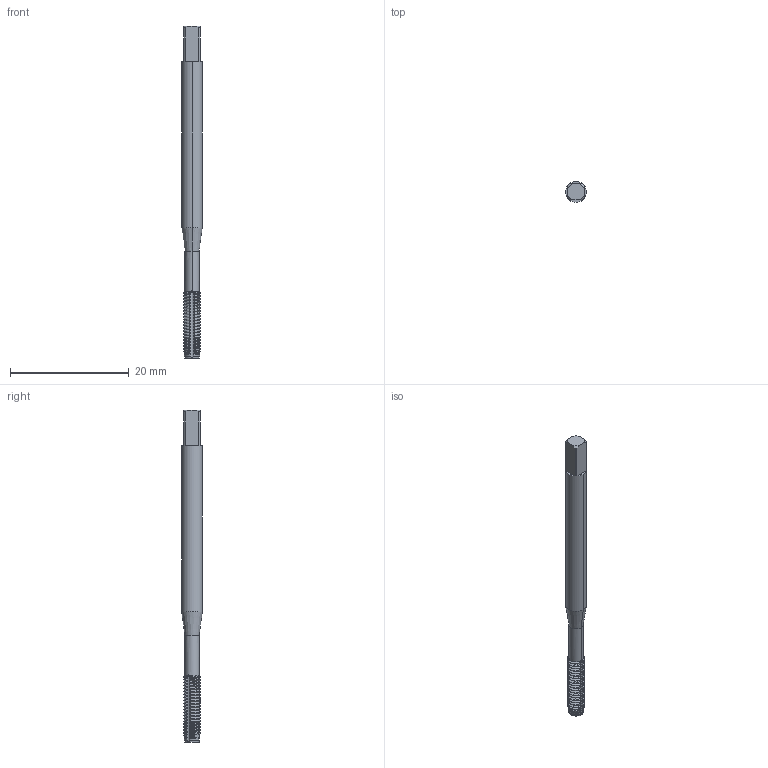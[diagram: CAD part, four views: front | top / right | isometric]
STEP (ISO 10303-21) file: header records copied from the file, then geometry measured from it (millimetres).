
FILE_DESCRIPTION(('no description'),'unknown implementation level');
FILE_NAME('solid5J0hc0VQ3wGFGhPf0gA_stPhjQo_1.STP',' ',('CIM GmbH Aachen'),('CADClick - KiM GmbH - www.kimweb.de'),'unknown preprocess','ACIS','unknown authorization');
FILE_SCHEMA(('automotive_design'));
Length unit declared in the file: millimetre
Products named in the file (2): 1; 2
Bounding box: 3.5 x 3.5 x 56 mm (x, y, z)
Volume: 430.7 mm3; surface area: 774.8 mm2
Topology: 2 solids, 2 shells, 485 faces, 1343 edges, 862 vertices
Faces by surface type: cone 254, cylinder 208, plane 17, torus 6
Entity records: 32687 total; most frequent: CARTESIAN_POINT 5521, STYLED_ITEM 2692, PRESENTATION_STYLE_ASSIGNMENT 2692, COLOUR_RGB 2692, ORIENTED_EDGE 2686, DIRECTION 2542, EDGE_CURVE 1343, CURVE_STYLE 1343
